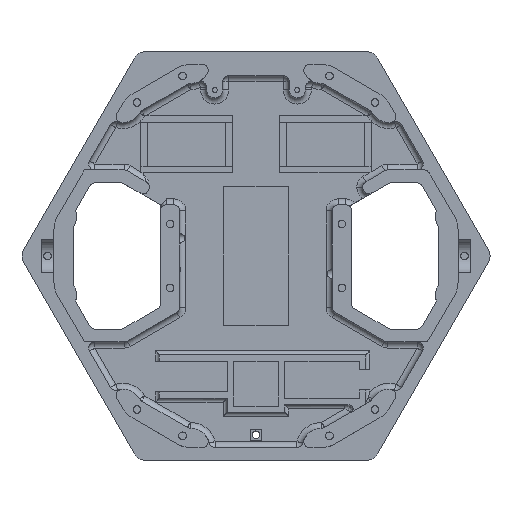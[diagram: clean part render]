
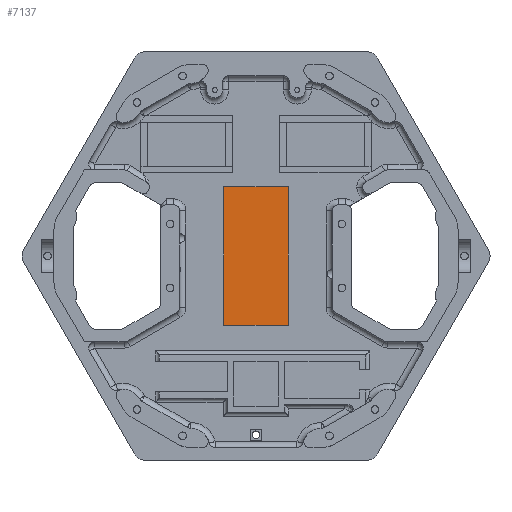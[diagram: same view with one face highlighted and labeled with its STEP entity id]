
A CAD part, top view. The second image highlights one B-rep face of the part: STEP entity #7137.
In plain terms, the highlighted planar face has unit normal (0, 0, 1).
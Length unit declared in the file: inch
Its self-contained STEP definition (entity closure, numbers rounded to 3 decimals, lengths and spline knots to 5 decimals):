
#692=LINE('',#12509,#1324);
#695=LINE('',#12514,#1327);
#697=LINE('',#12518,#1329);
#698=LINE('',#12520,#1330);
#1324=VECTOR('',#9950,0.3937);
#1327=VECTOR('',#9955,0.3937);
#1329=VECTOR('',#9959,0.3937);
#1330=VECTOR('',#9962,0.3937);
#1544=PLANE('',#7909);
#1914=FACE_OUTER_BOUND('',#2366,.T.);
#2366=EDGE_LOOP('',(#6324,#6325,#6326,#6327));
#3478=VERTEX_POINT('',#12506);
#3479=VERTEX_POINT('',#12508);
#3480=VERTEX_POINT('',#12512);
#3481=VERTEX_POINT('',#12516);
#4457=EDGE_CURVE('',#3478,#3479,#692,.T.);
#4460=EDGE_CURVE('',#3480,#3478,#695,.T.);
#4462=EDGE_CURVE('',#3481,#3480,#697,.T.);
#4463=EDGE_CURVE('',#3479,#3481,#698,.T.);
#6324=ORIENTED_EDGE('',*,*,#4463,.F.);
#6325=ORIENTED_EDGE('',*,*,#4457,.F.);
#6326=ORIENTED_EDGE('',*,*,#4460,.F.);
#6327=ORIENTED_EDGE('',*,*,#4462,.F.);
#7137=ADVANCED_FACE('',(#1914),#1544,.F.);
#7909=AXIS2_PLACEMENT_3D('',#12521,#9963,#9964);
#9950=DIRECTION('',(1.,0.,0.));
#9955=DIRECTION('',(0.,1.,0.));
#9959=DIRECTION('',(-1.,0.,0.));
#9962=DIRECTION('',(0.,-1.,0.));
#9963=DIRECTION('center_axis',(0.,0.,-1.));
#9964=DIRECTION('ref_axis',(-1.,0.,0.));
#12506=CARTESIAN_POINT('',(-0.62992,1.35827,0.21063));
#12508=CARTESIAN_POINT('',(0.62992,1.35827,0.21063));
#12509=CARTESIAN_POINT('',(0.62992,1.35827,0.21063));
#12512=CARTESIAN_POINT('',(-0.62992,-1.35827,0.21063));
#12514=CARTESIAN_POINT('',(-0.62992,1.35827,0.21063));
#12516=CARTESIAN_POINT('',(0.62992,-1.35827,0.21063));
#12518=CARTESIAN_POINT('',(-0.62992,-1.35827,0.21063));
#12520=CARTESIAN_POINT('',(0.62992,-1.35827,0.21063));
#12521=CARTESIAN_POINT('Origin',(0.,0.,0.21063));
